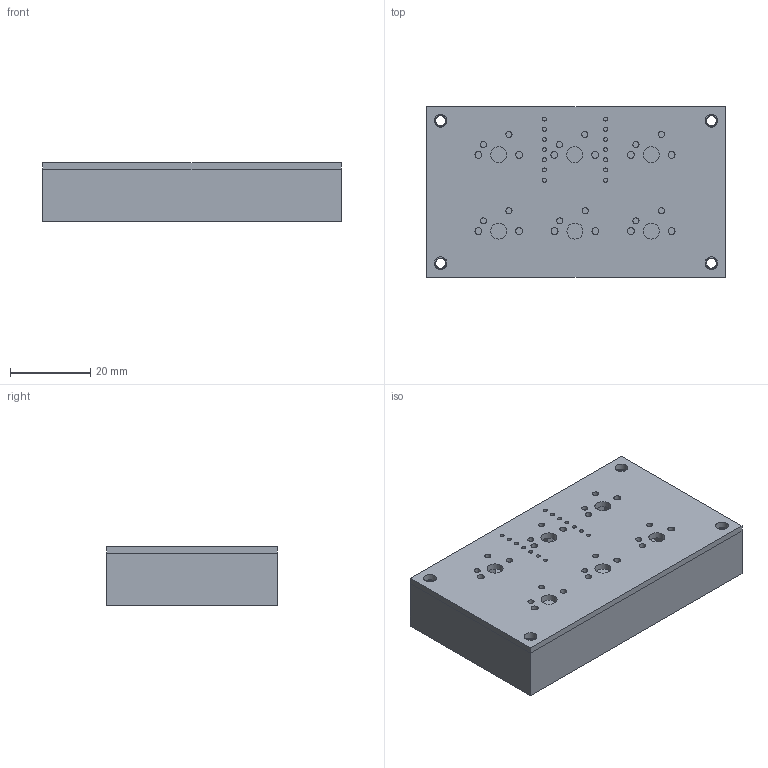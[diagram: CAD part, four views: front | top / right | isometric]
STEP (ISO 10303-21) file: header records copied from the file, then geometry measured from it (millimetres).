
FILE_DESCRIPTION(/* description */ (''),/* implementation_level */ '2;1');
FILE_NAME(/* name */ 'case.step',/* time_stamp */ '2024-10-21T22:02:33+02:00',/* author */ (''),/* organization */ (''),/* preprocessor_version */ 'ST-DEVELOPER v20',/* originating_system */ 'Autodesk Translation Framework v13.20.0.188',/* authorisation */ '');
FILE_SCHEMA (('AUTOMOTIVE_DESIGN { 1 0 10303 214 3 1 1 }'));
Length unit declared in the file: millimetre
Products named in the file (3): maxipad case; maxipad_pcb 1; maxipad_pcb_PCB
Assembly tree (2 placements, depth 3):
  maxipad case
    maxipad_pcb 1
      maxipad_pcb_PCB
Bounding box: 74.5 x 42.5 x 14.6 mm (x, y, z)
Volume: 22754.7 mm3; surface area: 18483 mm2
Topology: 2 solids, 2 shells, 188 faces, 552 edges, 368 vertices
Faces by surface type: cylinder 156, plane 20, bspline 12
Full cylindrical faces by diameter (mm): 1 x14, 1.524 x12, 1.702 x12, 3.086 x20, 3.2 x4, 3.988 x6
Entity records: 21461 total; most frequent: CARTESIAN_POINT 16597, ORIENTED_EDGE 1104, DIRECTION 770, EDGE_CURVE 552, VERTEX_POINT 368, EDGE_LOOP 292, AXIS2_PLACEMENT_3D 285, B_SPLINE_CURVE_WITH_KNOTS 248
